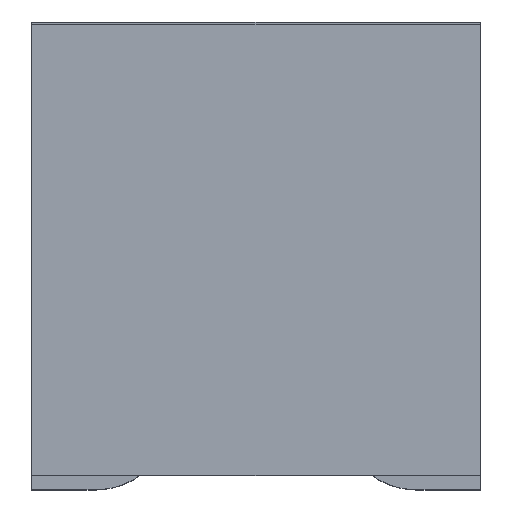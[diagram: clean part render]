
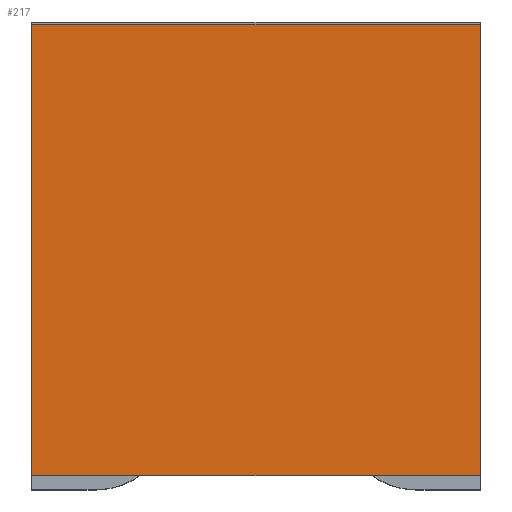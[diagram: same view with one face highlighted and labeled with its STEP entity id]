
A CAD part, top view. The second image highlights one B-rep face of the part: STEP entity #217.
In plain terms, the highlighted planar face has unit normal (0, 0, 1).
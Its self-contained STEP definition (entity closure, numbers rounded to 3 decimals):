
#28 = FACE_OUTER_BOUND ( 'NONE', #240, .T. ) ;
#29 = CARTESIAN_POINT ( 'NONE',  ( -4.675, 4.7, 6. ) ) ;
#107 = CARTESIAN_POINT ( 'NONE',  ( -4.675, 4.7, 6. ) ) ;
#150 = DIRECTION ( 'NONE',  ( -1., 0., 0. ) ) ;
#212 = VERTEX_POINT ( 'NONE', #1978 ) ;
#217 = ADVANCED_FACE ( 'NONE', ( #28 ), #671, .F. ) ;
#240 = EDGE_LOOP ( 'NONE', ( #1957, #1015, #1984, #2236 ) ) ;
#241 = VECTOR ( 'NONE', #456, 1000. ) ;
#290 = LINE ( 'NONE', #2209, #1626 ) ;
#364 = CARTESIAN_POINT ( 'NONE',  ( 4.675, -4.7, 6. ) ) ;
#376 = DIRECTION ( 'NONE',  ( 1., 0., 0. ) ) ;
#449 = CARTESIAN_POINT ( 'NONE',  ( 4.675, -4.7, 6. ) ) ;
#456 = DIRECTION ( 'NONE',  ( 0., 1., 0. ) ) ;
#671 = PLANE ( 'NONE',  #1773 ) ;
#687 = DIRECTION ( 'NONE',  ( 0., -1., 0. ) ) ;
#716 = CARTESIAN_POINT ( 'NONE',  ( 4.675, 4.7, 6. ) ) ;
#772 = DIRECTION ( 'NONE',  ( -1., 0., 0. ) ) ;
#796 = VECTOR ( 'NONE', #772, 1000. ) ;
#875 = LINE ( 'NONE', #29, #796 ) ;
#880 = LINE ( 'NONE', #1844, #2021 ) ;
#1015 = ORIENTED_EDGE ( 'NONE', *, *, #1693, .T. ) ;
#1047 = DIRECTION ( 'NONE',  ( 0., 0., -1. ) ) ;
#1200 = VERTEX_POINT ( 'NONE', #107 ) ;
#1404 = EDGE_CURVE ( 'NONE', #1200, #212, #290, .T. ) ;
#1539 = EDGE_CURVE ( 'NONE', #212, #1692, #880, .T. ) ;
#1626 = VECTOR ( 'NONE', #687, 1000. ) ;
#1656 = VERTEX_POINT ( 'NONE', #716 ) ;
#1692 = VERTEX_POINT ( 'NONE', #364 ) ;
#1693 = EDGE_CURVE ( 'NONE', #1656, #1200, #875, .T. ) ;
#1706 = LINE ( 'NONE', #449, #241 ) ;
#1773 = AXIS2_PLACEMENT_3D ( 'NONE', #2344, #1047, #150 ) ;
#1844 = CARTESIAN_POINT ( 'NONE',  ( -4.675, -4.7, 6. ) ) ;
#1860 = EDGE_CURVE ( 'NONE', #1692, #1656, #1706, .T. ) ;
#1957 = ORIENTED_EDGE ( 'NONE', *, *, #1860, .T. ) ;
#1978 = CARTESIAN_POINT ( 'NONE',  ( -4.675, -4.7, 6. ) ) ;
#1984 = ORIENTED_EDGE ( 'NONE', *, *, #1404, .T. ) ;
#2021 = VECTOR ( 'NONE', #376, 1000. ) ;
#2209 = CARTESIAN_POINT ( 'NONE',  ( -4.675, -4.7, 6. ) ) ;
#2236 = ORIENTED_EDGE ( 'NONE', *, *, #1539, .T. ) ;
#2344 = CARTESIAN_POINT ( 'NONE',  ( 0., 0., 6. ) ) ;
